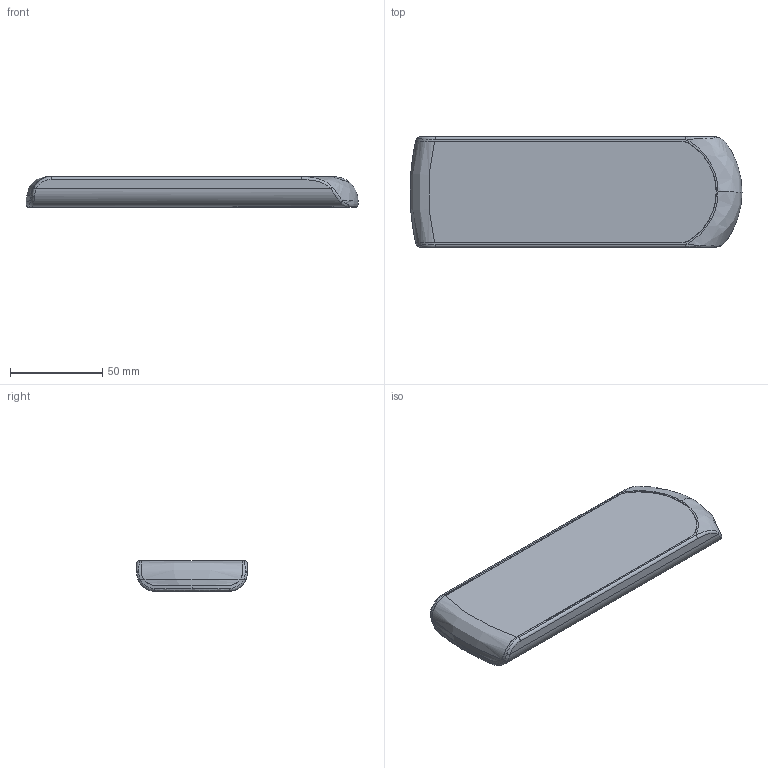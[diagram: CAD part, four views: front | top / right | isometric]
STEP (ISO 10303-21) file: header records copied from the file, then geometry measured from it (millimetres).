
FILE_DESCRIPTION (( 'STEP AP203' ), '1' );
FILE_NAME ('RF-Touch.STEP', '2013-09-30T08:12:06', ( 'admin' ), ( 'Hewlett-Packard Company' ), 'SwSTEP 2.0', 'SolidWorks 2012', '' );
FILE_SCHEMA (( 'CONFIG_CONTROL_DESIGN' ));
Length unit declared in the file: millimetre
Products named in the file (1): RF-Touch
Bounding box: 180 x 60 x 16.5 mm (x, y, z)
Volume: 162104 mm3; surface area: 27436.1 mm2
Topology: 1 solids, 1 shells, 143 faces, 357 edges, 218 vertices
Faces by surface type: cylinder 58, bspline 50, plane 35
Entity records: 6235 total; most frequent: CARTESIAN_POINT 3075, ORIENTED_EDGE 714, DIRECTION 573, EDGE_CURVE 357, AXIS2_PLACEMENT_3D 223, VERTEX_POINT 218, EDGE_LOOP 145, ADVANCED_FACE 143
